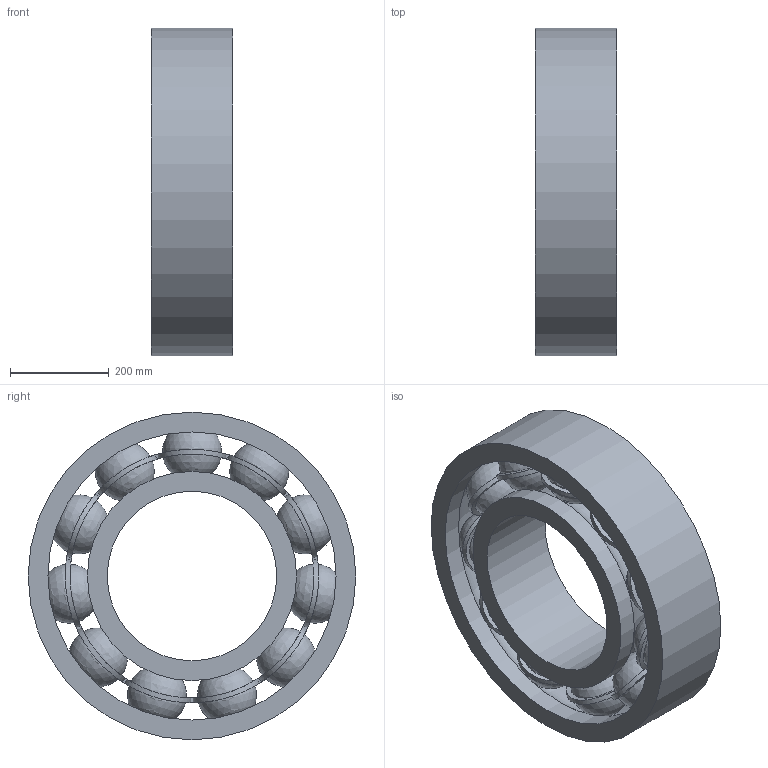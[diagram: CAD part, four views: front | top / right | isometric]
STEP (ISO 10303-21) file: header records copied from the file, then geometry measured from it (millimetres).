
FILE_DESCRIPTION(/* description */ (''),/* implementation_level */ '2;1');
FILE_NAME(/* name */ 'Ball Bearing .step',/* time_stamp */ '2020-11-03T20:51:11+05:00',/* author */ (''),/* organization */ (''),/* preprocessor_version */ 'ST-DEVELOPER v18.1',/* originating_system */ 'Autodesk Translation Framework v9.3.0.1241',/* authorisation */ '');
FILE_SCHEMA (('AUTOMOTIVE_DESIGN { 1 0 10303 214 3 1 1 }'));
Length unit declared in the file: millimetre
Products named in the file (1): Ball Bearing
Bounding box: 166 x 663.57 x 663.57 mm (x, y, z)
Volume: 27489293.4 mm3; surface area: 2018842 mm2
Topology: 15 solids, 15 shells, 115 faces, 329 edges, 218 vertices
Faces by surface type: sphere 55, plane 48, cylinder 10, torus 2
Full cylindrical faces by diameter (mm): 343.572 x1, 423.572 x2, 493.6 x2, 513 x2, 583.572 x2, 663.572 x1
Entity records: 6913 total; most frequent: CARTESIAN_POINT 3921, DIRECTION 644, ORIENTED_EDGE 614, AXIS2_PLACEMENT_3D 317, EDGE_CURVE 307, VERTEX_POINT 218, CIRCLE 201, EDGE_LOOP 119
